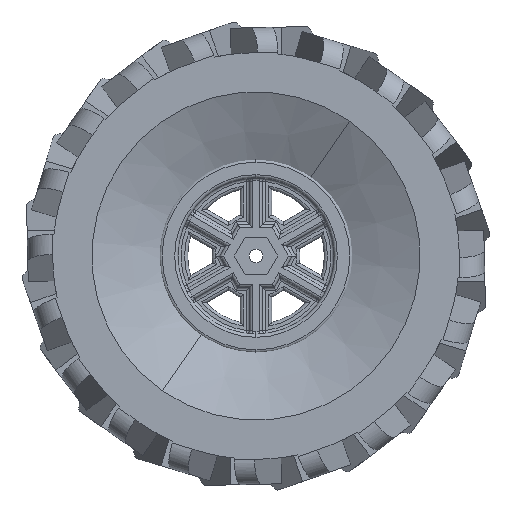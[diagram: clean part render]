
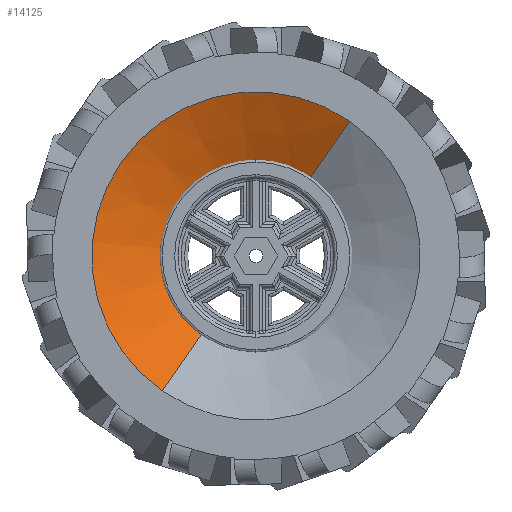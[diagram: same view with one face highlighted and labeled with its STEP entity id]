
A CAD part, front view. The second image highlights one B-rep face of the part: STEP entity #14125.
In plain terms, the highlighted conical face has half-angle 65 degrees and reference radius 27.5 mm.
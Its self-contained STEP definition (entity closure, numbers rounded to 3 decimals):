
#20=CONICAL_SURFACE('',#15210,27.5,65.);
#1559=FACE_OUTER_BOUND('',#2381,.T.);
#2381=EDGE_LOOP('',(#11284,#11285,#11286,#11287));
#3392=LINE('',#24905,#4558);
#3393=LINE('',#24908,#4559);
#4558=VECTOR('',#18058,27.584);
#4559=VECTOR('',#18061,27.584);
#5274=CIRCLE('',#15211,27.5);
#5275=CIRCLE('',#15212,52.5);
#6178=VERTEX_POINT('',#24901);
#6179=VERTEX_POINT('',#24902);
#6180=VERTEX_POINT('',#24904);
#6181=VERTEX_POINT('',#24906);
#7948=EDGE_CURVE('',#6178,#6179,#5274,.T.);
#7949=EDGE_CURVE('',#6178,#6180,#3392,.T.);
#7950=EDGE_CURVE('',#6181,#6180,#5275,.T.);
#7951=EDGE_CURVE('',#6179,#6181,#3393,.T.);
#11284=ORIENTED_EDGE('',*,*,#7948,.F.);
#11285=ORIENTED_EDGE('',*,*,#7949,.T.);
#11286=ORIENTED_EDGE('',*,*,#7950,.F.);
#11287=ORIENTED_EDGE('',*,*,#7951,.F.);
#14125=ADVANCED_FACE('',(#1559),#20,.F.);
#15210=AXIS2_PLACEMENT_3D('',#24900,#18054,#18055);
#15211=AXIS2_PLACEMENT_3D('',#24903,#18056,#18057);
#15212=AXIS2_PLACEMENT_3D('',#24907,#18059,#18060);
#18054=DIRECTION('center_axis',(0.,-1.,0.));
#18055=DIRECTION('ref_axis',(-0.761,0.,0.649));
#18056=DIRECTION('center_axis',(0.,-1.,0.));
#18057=DIRECTION('ref_axis',(0.761,0.,-0.649));
#18058=DIRECTION('',(0.69,-0.423,-0.588));
#18059=DIRECTION('center_axis',(0.,1.,0.));
#18060=DIRECTION('ref_axis',(0.761,0.,-0.649));
#18061=DIRECTION('',(-0.69,-0.423,0.588));
#24900=CARTESIAN_POINT('Origin',(-28.759,-10.559,6.902));
#24901=CARTESIAN_POINT('',(-7.837,-10.559,-10.945));
#24902=CARTESIAN_POINT('',(-49.681,-10.559,24.749));
#24903=CARTESIAN_POINT('Origin',(-28.759,-10.559,6.902));
#24904=CARTESIAN_POINT('',(11.183,-22.217,-27.17));
#24905=CARTESIAN_POINT('',(-7.837,-10.559,-10.945));
#24906=CARTESIAN_POINT('',(-68.701,-22.217,40.974));
#24907=CARTESIAN_POINT('Origin',(-28.759,-22.217,6.902));
#24908=CARTESIAN_POINT('',(-49.681,-10.559,24.749));
